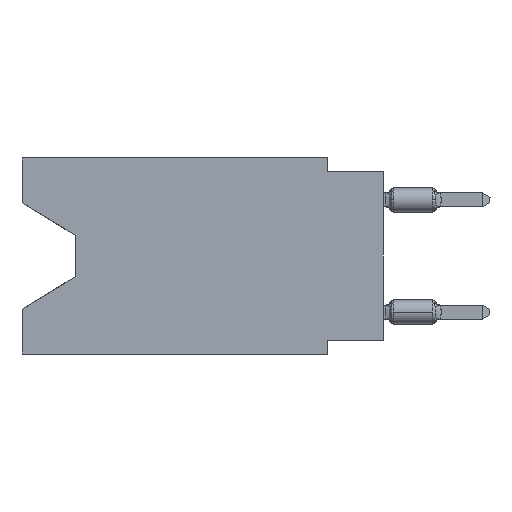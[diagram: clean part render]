
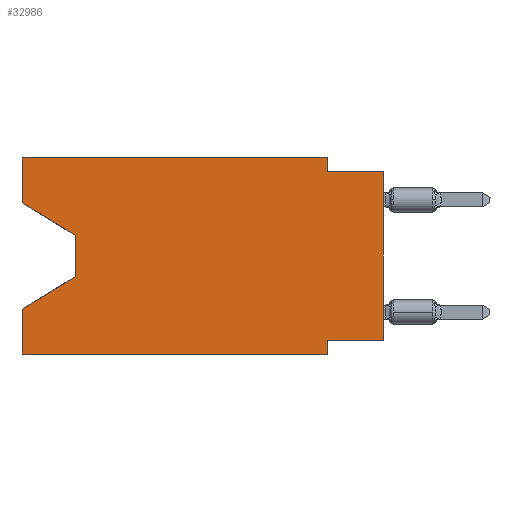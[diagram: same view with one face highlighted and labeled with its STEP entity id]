
A CAD part, left-side view. The second image highlights one B-rep face of the part: STEP entity #32986.
In plain terms, the highlighted planar face has unit normal (-1, 0, 0).
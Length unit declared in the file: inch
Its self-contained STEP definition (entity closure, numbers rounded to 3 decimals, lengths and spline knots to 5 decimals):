
#369 = VERTEX_POINT ( 'NONE', #24895 ) ;
#1292 = DIRECTION ( 'NONE',  ( 0., 1., 0. ) ) ;
#2436 = DIRECTION ( 'NONE',  ( 0., 0., -1. ) ) ;
#2691 = ORIENTED_EDGE ( 'NONE', *, *, #46480, .T. ) ;
#2794 = CARTESIAN_POINT ( 'NONE',  ( 0., 0.55, -0.212 ) ) ;
#4041 = VERTEX_POINT ( 'NONE', #52749 ) ;
#5772 = EDGE_CURVE ( 'NONE', #4041, #40374, #59997, .T. ) ;
#6167 = LINE ( 'NONE', #26471, #6833 ) ;
#6833 = VECTOR ( 'NONE', #46747, 39.37008 ) ;
#6976 = EDGE_CURVE ( 'NONE', #59846, #369, #42870, .T. ) ;
#8918 = VECTOR ( 'NONE', #10563, 39.37008 ) ;
#9934 = CARTESIAN_POINT ( 'NONE',  ( 0., 0., -0.025 ) ) ;
#10563 = DIRECTION ( 'NONE',  ( 0., 0., -1. ) ) ;
#10675 = VECTOR ( 'NONE', #22118, 39.37008 ) ;
#10777 = CARTESIAN_POINT ( 'NONE',  ( 0., 0.1, -0.35 ) ) ;
#12154 = EDGE_CURVE ( 'NONE', #38848, #55616, #6167, .T. ) ;
#13742 = VERTEX_POINT ( 'NONE', #10777 ) ;
#14914 = LINE ( 'NONE', #9934, #40562 ) ;
#15310 = CARTESIAN_POINT ( 'NONE',  ( 0., 0.645, 0. ) ) ;
#15418 = VECTOR ( 'NONE', #34842, 39.37008 ) ;
#15551 = VERTEX_POINT ( 'NONE', #39073 ) ;
#15575 = LINE ( 'NONE', #24555, #8918 ) ;
#15653 = CARTESIAN_POINT ( 'NONE',  ( 0., 0.1, 0. ) ) ;
#16895 = ORIENTED_EDGE ( 'NONE', *, *, #47541, .T. ) ;
#17612 = CARTESIAN_POINT ( 'NONE',  ( 0., 0., -0.325 ) ) ;
#18672 = VERTEX_POINT ( 'NONE', #26453 ) ;
#18900 = EDGE_CURVE ( 'NONE', #44017, #55616, #48386, .T. ) ;
#18960 = VECTOR ( 'NONE', #1292, 39.37008 ) ;
#20623 = LINE ( 'NONE', #15310, #21865 ) ;
#21865 = VECTOR ( 'NONE', #34935, 39.37008 ) ;
#22118 = DIRECTION ( 'NONE',  ( 0., 0.855, -0.519 ) ) ;
#22817 = CARTESIAN_POINT ( 'NONE',  ( 0., 0.645, 0. ) ) ;
#24206 = CARTESIAN_POINT ( 'NONE',  ( 0., 0.1, 0. ) ) ;
#24222 = DIRECTION ( 'NONE',  ( 0., 0., -1. ) ) ;
#24555 = CARTESIAN_POINT ( 'NONE',  ( 0., 0.1, -0.35 ) ) ;
#24560 = VECTOR ( 'NONE', #50404, 39.37008 ) ;
#24567 = DIRECTION ( 'NONE',  ( 0., -1., 0. ) ) ;
#24895 = CARTESIAN_POINT ( 'NONE',  ( 0., 0.1, -0.325 ) ) ;
#24918 = ORIENTED_EDGE ( 'NONE', *, *, #35445, .T. ) ;
#26453 = CARTESIAN_POINT ( 'NONE',  ( 0., 0., -0.025 ) ) ;
#26471 = CARTESIAN_POINT ( 'NONE',  ( 0., 0.645, 0. ) ) ;
#27332 = ORIENTED_EDGE ( 'NONE', *, *, #63757, .F. ) ;
#28576 = CARTESIAN_POINT ( 'NONE',  ( 0., 0.645, -0.35 ) ) ;
#28755 = ORIENTED_EDGE ( 'NONE', *, *, #18900, .T. ) ;
#29829 = EDGE_CURVE ( 'NONE', #369, #13742, #15575, .T. ) ;
#29871 = FACE_OUTER_BOUND ( 'NONE', #62990, .T. ) ;
#31583 = ORIENTED_EDGE ( 'NONE', *, *, #5772, .T. ) ;
#31953 = ORIENTED_EDGE ( 'NONE', *, *, #47813, .F. ) ;
#32072 = CARTESIAN_POINT ( 'NONE',  ( 0., 0.55, -0.138 ) ) ;
#32418 = ORIENTED_EDGE ( 'NONE', *, *, #33810, .F. ) ;
#32571 = DIRECTION ( 'NONE',  ( 0., -1., 0. ) ) ;
#32641 = CARTESIAN_POINT ( 'NONE',  ( 0., 0.645, -0.26975 ) ) ;
#32986 = ADVANCED_FACE ( 'NONE', ( #29871 ), #54490, .F. ) ;
#33810 = EDGE_CURVE ( 'NONE', #4041, #15551, #57414, .T. ) ;
#34133 = CARTESIAN_POINT ( 'NONE',  ( 0., 0.645, -0.35 ) ) ;
#34842 = DIRECTION ( 'NONE',  ( 0., 0., -1. ) ) ;
#34935 = DIRECTION ( 'NONE',  ( 0., -1., 0. ) ) ;
#35445 = EDGE_CURVE ( 'NONE', #40374, #44017, #42694, .T. ) ;
#36335 = VECTOR ( 'NONE', #32571, 39.37008 ) ;
#37788 = DIRECTION ( 'NONE',  ( 0., 0., 1. ) ) ;
#38787 = VECTOR ( 'NONE', #65306, 39.37008 ) ;
#38848 = VERTEX_POINT ( 'NONE', #34133 ) ;
#39073 = CARTESIAN_POINT ( 'NONE',  ( 0., 0.645, 0. ) ) ;
#39188 = CARTESIAN_POINT ( 'NONE',  ( 0., 0., 0. ) ) ;
#40011 = AXIS2_PLACEMENT_3D ( 'NONE', #60150, #64476, #24222 ) ;
#40374 = VERTEX_POINT ( 'NONE', #65179 ) ;
#40562 = VECTOR ( 'NONE', #24567, 39.37008 ) ;
#40618 = CARTESIAN_POINT ( 'NONE',  ( 0., 0., -0.325 ) ) ;
#42187 = VERTEX_POINT ( 'NONE', #63939 ) ;
#42694 = LINE ( 'NONE', #32072, #59637 ) ;
#42870 = LINE ( 'NONE', #17612, #18960 ) ;
#44017 = VERTEX_POINT ( 'NONE', #46508 ) ;
#45404 = LINE ( 'NONE', #39188, #24560 ) ;
#46480 = EDGE_CURVE ( 'NONE', #59846, #18672, #45404, .T. ) ;
#46508 = CARTESIAN_POINT ( 'NONE',  ( 0., 0.55, -0.212 ) ) ;
#46747 = DIRECTION ( 'NONE',  ( 0., 0., 1. ) ) ;
#47427 = ORIENTED_EDGE ( 'NONE', *, *, #29829, .F. ) ;
#47541 = EDGE_CURVE ( 'NONE', #38848, #13742, #53521, .T. ) ;
#47813 = EDGE_CURVE ( 'NONE', #42187, #18672, #14914, .T. ) ;
#47934 = VECTOR ( 'NONE', #37788, 39.37008 ) ;
#48386 = LINE ( 'NONE', #2794, #10675 ) ;
#50404 = DIRECTION ( 'NONE',  ( 0., 0., 1. ) ) ;
#51877 = VERTEX_POINT ( 'NONE', #15653 ) ;
#52749 = CARTESIAN_POINT ( 'NONE',  ( 0., 0.645, -0.08025 ) ) ;
#53521 = LINE ( 'NONE', #28576, #36335 ) ;
#54490 = PLANE ( 'NONE',  #40011 ) ;
#54985 = CARTESIAN_POINT ( 'NONE',  ( 0., 0.645, -0.08025 ) ) ;
#55561 = ORIENTED_EDGE ( 'NONE', *, *, #64668, .F. ) ;
#55616 = VERTEX_POINT ( 'NONE', #32641 ) ;
#56015 = ORIENTED_EDGE ( 'NONE', *, *, #6976, .F. ) ;
#57414 = LINE ( 'NONE', #22817, #47934 ) ;
#59637 = VECTOR ( 'NONE', #2436, 39.37008 ) ;
#59846 = VERTEX_POINT ( 'NONE', #40618 ) ;
#59997 = LINE ( 'NONE', #54985, #38787 ) ;
#60150 = CARTESIAN_POINT ( 'NONE',  ( 0., 0.645, 0. ) ) ;
#62990 = EDGE_LOOP ( 'NONE', ( #31583, #24918, #28755, #64754, #16895, #47427, #56015, #2691, #31953, #27332, #55561, #32418 ) ) ;
#63757 = EDGE_CURVE ( 'NONE', #51877, #42187, #64778, .T. ) ;
#63939 = CARTESIAN_POINT ( 'NONE',  ( 0., 0.1, -0.025 ) ) ;
#64476 = DIRECTION ( 'NONE',  ( 1., 0., 0. ) ) ;
#64668 = EDGE_CURVE ( 'NONE', #15551, #51877, #20623, .T. ) ;
#64754 = ORIENTED_EDGE ( 'NONE', *, *, #12154, .F. ) ;
#64778 = LINE ( 'NONE', #24206, #15418 ) ;
#65179 = CARTESIAN_POINT ( 'NONE',  ( 0., 0.55, -0.138 ) ) ;
#65306 = DIRECTION ( 'NONE',  ( 0., -0.855, -0.519 ) ) ;
